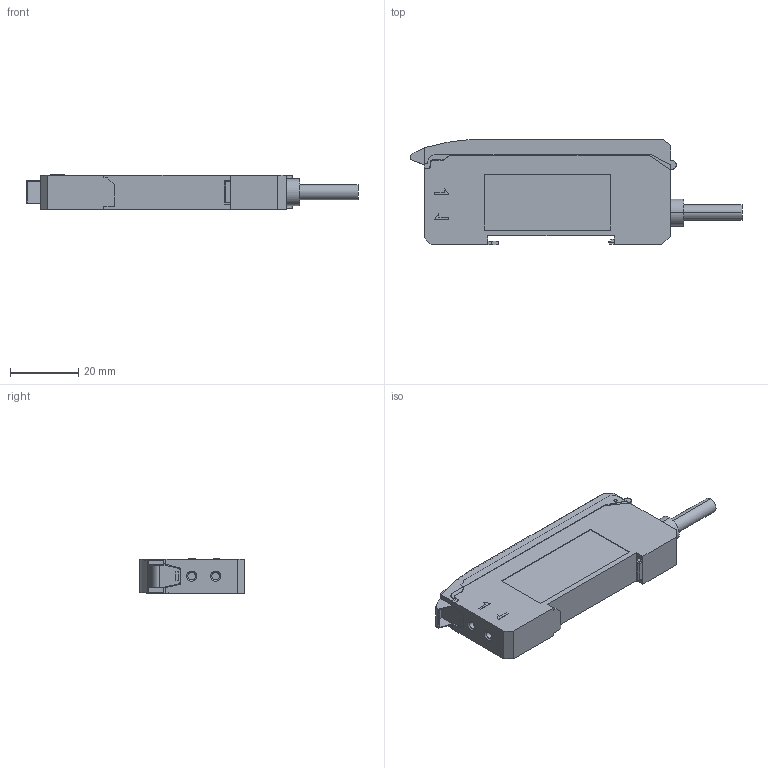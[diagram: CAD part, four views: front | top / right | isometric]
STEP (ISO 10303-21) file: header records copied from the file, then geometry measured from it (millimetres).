
FILE_DESCRIPTION (( 'STEP AP214' ), '1' );
FILE_NAME ('FOACAMPC1PH2_3D.STEP', '2022-02-02T20:07:43', ( '' ), ( '' ), 'SwSTEP 2.0', 'SolidWorks 2021', '' );
FILE_SCHEMA (( 'AUTOMOTIVE_DESIGN' ));
Length unit declared in the file: inch
Products named in the file (3): FOACAMPC1PH2_3D; FOACAMPC1NH_LID; FOACAMPC1NH
Assembly tree (2 placements, depth 2):
  FOACAMPC1PH2_3D
    FOACAMPC1NH
    FOACAMPC1NH_LID
Bounding box: 97.21 x 30.8 x 10.1 mm (x, y, z)
Volume: 19977.6 mm3; surface area: 10191.5 mm2
Topology: 58 solids, 59 shells, 942 faces, 2307 edges, 1516 vertices
Faces by surface type: plane 801, cylinder 81, bspline 56, cone 4
Entity records: 36844 total; most frequent: CARTESIAN_POINT 7860, ORIENTED_EDGE 4614, DIRECTION 4107, EDGE_CURVE 2307, VECTOR 2049, LINE 2049, VERTEX_POINT 1516, AXIS2_PLACEMENT_3D 1029
